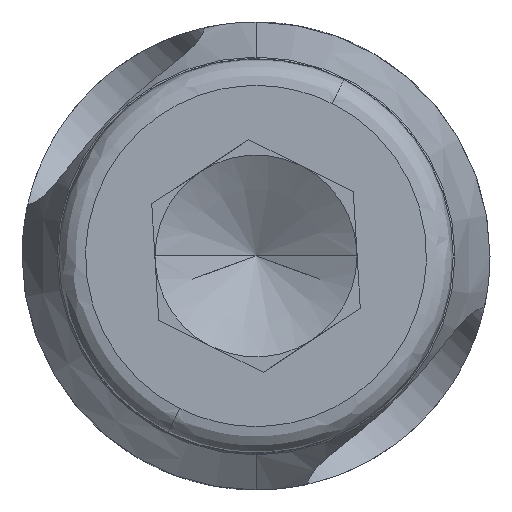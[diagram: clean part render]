
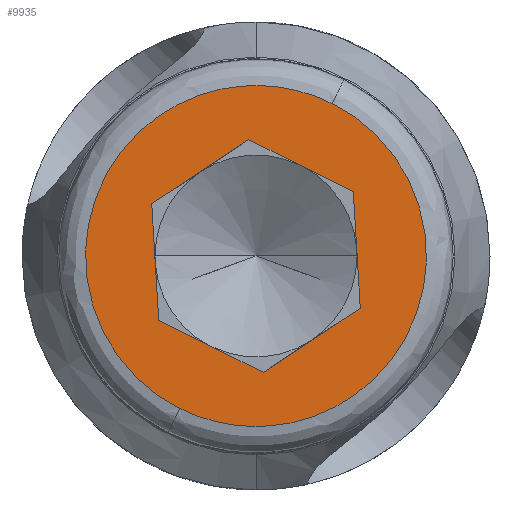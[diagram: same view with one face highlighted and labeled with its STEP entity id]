
A CAD part, front view. The second image highlights one B-rep face of the part: STEP entity #9935.
In plain terms, the highlighted planar face has unit normal (0, -1, 0).
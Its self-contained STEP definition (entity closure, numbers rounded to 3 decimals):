
#21 = ORIENTED_EDGE ( 'NONE', *, *, #292, .T. ) ;
#62 = VERTEX_POINT ( 'NONE', #10717 ) ;
#179 = LINE ( 'NONE', #3701, #12633 ) ;
#197 = EDGE_CURVE ( 'NONE', #858, #1626, #4477, .T. ) ;
#238 = EDGE_CURVE ( 'NONE', #1626, #1293, #7676, .T. ) ;
#292 = EDGE_CURVE ( 'NONE', #1293, #1634, #2445, .T. ) ;
#355 = EDGE_CURVE ( 'NONE', #1634, #6348, #179, .T. ) ;
#372 = EDGE_CURVE ( 'NONE', #6348, #62, #12198, .T. ) ;
#374 = EDGE_CURVE ( 'NONE', #62, #858, #12621, .T. ) ;
#425 = EDGE_CURVE ( 'NONE', #1187, #1024, #11936, .T. ) ;
#748 = CARTESIAN_POINT ( 'NONE',  ( -1.139, -28.086, -2.282 ) ) ;
#858 = VERTEX_POINT ( 'NONE', #11836 ) ;
#867 = CARTESIAN_POINT ( 'NONE',  ( -0.106, -28.086, 1.74 ) ) ;
#1024 = VERTEX_POINT ( 'NONE', #8987 ) ;
#1187 = VERTEX_POINT ( 'NONE', #5986 ) ;
#1231 = CARTESIAN_POINT ( 'NONE',  ( 1.139, -28.086, 2.282 ) ) ;
#1293 = VERTEX_POINT ( 'NONE', #5646 ) ;
#1626 = VERTEX_POINT ( 'NONE', #2337 ) ;
#1634 = VERTEX_POINT ( 'NONE', #2359 ) ;
#1971 = ORIENTED_EDGE ( 'NONE', *, *, #238, .T. ) ;
#2337 = CARTESIAN_POINT ( 'NONE',  ( 0.106, -28.086, -1.74 ) ) ;
#2359 = CARTESIAN_POINT ( 'NONE',  ( -1.56, -28.086, 0.779 ) ) ;
#2425 = EDGE_LOOP ( 'NONE', ( #5615, #11390, #9514, #1971, #21, #7036 ) ) ;
#2445 = LINE ( 'NONE', #3912, #2858 ) ;
#2645 = AXIS2_PLACEMENT_3D ( 'NONE', #5099, #12026, #6099 ) ;
#2858 = VECTOR ( 'NONE', #3927, 1000. ) ;
#2901 = CARTESIAN_POINT ( 'NONE',  ( -1.139, -28.086, -2.282 ) ) ;
#2933 = CARTESIAN_POINT ( 'NONE',  ( 3.424, -28.086, -4.559 ) ) ;
#2943 = CARTESIAN_POINT ( 'NONE',  ( 5.702, -28.086, 0.004 ) ) ;
#2986 = DIRECTION ( 'NONE',  ( 0.834, 0., 0.552 ) ) ;
#3137 = DIRECTION ( 'NONE',  ( 0.061, 0., -0.998 ) ) ;
#3177 = CARTESIAN_POINT ( 'NONE',  ( 1.454, -28.086, 0.962 ) ) ;
#3345 = ORIENTED_EDGE ( 'NONE', *, *, #7853, .F. ) ;
#3562 = DIRECTION ( 'NONE',  ( 0.895, 0., -0.447 ) ) ;
#3644 = CARTESIAN_POINT ( 'NONE',  ( -5.702, -28.086, -0.004 ) ) ;
#3701 = CARTESIAN_POINT ( 'NONE',  ( -1.56, -28.086, 0.779 ) ) ;
#3778 = CARTESIAN_POINT ( 'NONE',  ( -0.106, -28.086, 1.74 ) ) ;
#3912 = CARTESIAN_POINT ( 'NONE',  ( -1.454, -28.086, -0.962 ) ) ;
#3927 = DIRECTION ( 'NONE',  ( -0.061, 0., 0.998 ) ) ;
#4477 = LINE ( 'NONE', #5532, #6532 ) ;
#4586 = CARTESIAN_POINT ( 'NONE',  ( 0.106, -28.086, -1.74 ) ) ;
#4755 = DIRECTION ( 'NONE',  ( -0.895, 0., 0.447 ) ) ;
#5099 = CARTESIAN_POINT ( 'NONE',  ( 0., -28.086, 0. ) ) ;
#5281 = EDGE_LOOP ( 'NONE', ( #9226, #3345 ) ) ;
#5532 = CARTESIAN_POINT ( 'NONE',  ( 1.56, -28.086, -0.779 ) ) ;
#5565 = DIRECTION ( 'NONE',  ( -0.834, 0., -0.552 ) ) ;
#5598 = CARTESIAN_POINT ( 'NONE',  ( -3.424, -28.086, 4.559 ) ) ;
#5615 = ORIENTED_EDGE ( 'NONE', *, *, #372, .T. ) ;
#5646 = CARTESIAN_POINT ( 'NONE',  ( -1.454, -28.086, -0.962 ) ) ;
#5986 = CARTESIAN_POINT ( 'NONE',  ( 1.139, -28.086, 2.282 ) ) ;
#6099 = DIRECTION ( 'NONE',  ( 1., 0., 0. ) ) ;
#6348 = VERTEX_POINT ( 'NONE', #867 ) ;
#6532 = VECTOR ( 'NONE', #5565, 1000. ) ;
#7036 = ORIENTED_EDGE ( 'NONE', *, *, #355, .T. ) ;
#7136 = PLANE ( 'NONE',  #2645 ) ;
#7676 = LINE ( 'NONE', #4586, #8153 ) ;
#7853 = EDGE_CURVE ( 'NONE', #1024, #1187, #10780, .T. ) ;
#8153 = VECTOR ( 'NONE', #4755, 1000. ) ;
#8825 = FACE_OUTER_BOUND ( 'NONE', #5281, .T. ) ;
#8987 = CARTESIAN_POINT ( 'NONE',  ( -1.139, -28.086, -2.282 ) ) ;
#9226 = ORIENTED_EDGE ( 'NONE', *, *, #425, .F. ) ;
#9514 = ORIENTED_EDGE ( 'NONE', *, *, #197, .T. ) ;
#9935 = ADVANCED_FACE ( 'NONE', ( #8825, #11076 ), #7136, .T. ) ;
#10717 = CARTESIAN_POINT ( 'NONE',  ( 1.454, -28.086, 0.962 ) ) ;
#10780 =( BOUNDED_CURVE ( )  B_SPLINE_CURVE ( 3, ( #748, #3644, #5598, #12513 ),
 .UNSPECIFIED., .F., .F. ) 
 B_SPLINE_CURVE_WITH_KNOTS ( ( 4, 4 ),
 ( 0., 1. ),
 .UNSPECIFIED. ) 
 CURVE ( )  GEOMETRIC_REPRESENTATION_ITEM ( )  RATIONAL_B_SPLINE_CURVE ( ( 1., 0.333, 0.333, 1. ) ) 
 REPRESENTATION_ITEM ( '' )  );
#11076 = FACE_BOUND ( 'NONE', #2425, .T. ) ;
#11390 = ORIENTED_EDGE ( 'NONE', *, *, #374, .T. ) ;
#11836 = CARTESIAN_POINT ( 'NONE',  ( 1.56, -28.086, -0.779 ) ) ;
#11877 = VECTOR ( 'NONE', #3137, 1000. ) ;
#11936 =( BOUNDED_CURVE ( )  B_SPLINE_CURVE ( 3, ( #1231, #2943, #2933, #2901 ),
 .UNSPECIFIED., .F., .T. ) 
 B_SPLINE_CURVE_WITH_KNOTS ( ( 4, 4 ),
 ( 0., 1. ),
 .UNSPECIFIED. ) 
 CURVE ( )  GEOMETRIC_REPRESENTATION_ITEM ( )  RATIONAL_B_SPLINE_CURVE ( ( 1., 0.333, 0.333, 1. ) ) 
 REPRESENTATION_ITEM ( '' )  );
#12026 = DIRECTION ( 'NONE',  ( 0., -1., 0. ) ) ;
#12044 = VECTOR ( 'NONE', #3562, 1000. ) ;
#12198 = LINE ( 'NONE', #3778, #12044 ) ;
#12513 = CARTESIAN_POINT ( 'NONE',  ( 1.139, -28.086, 2.282 ) ) ;
#12621 = LINE ( 'NONE', #3177, #11877 ) ;
#12633 = VECTOR ( 'NONE', #2986, 1000. ) ;
